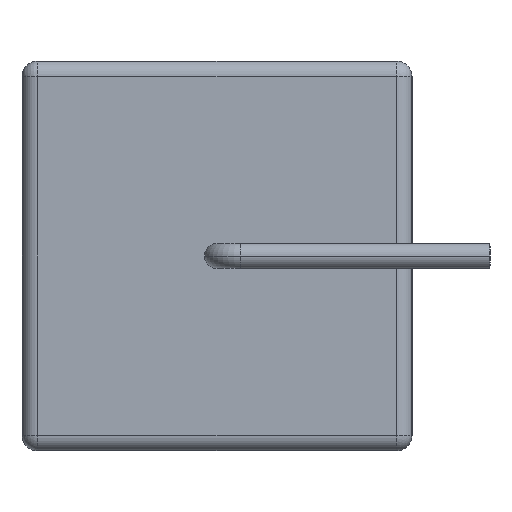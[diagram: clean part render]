
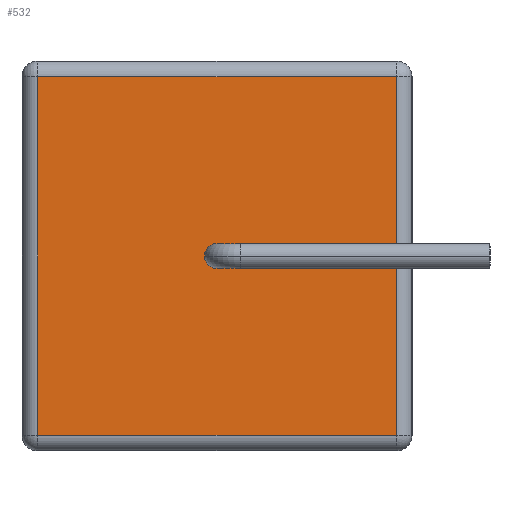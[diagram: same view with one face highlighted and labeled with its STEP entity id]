
A CAD part, left-side view. The second image highlights one B-rep face of the part: STEP entity #532.
In plain terms, the highlighted planar face has unit normal (-1, 0, 0).
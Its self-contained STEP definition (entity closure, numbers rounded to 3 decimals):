
#4 = VERTEX_POINT ( 'NONE', #1087 ) ;
#10 = ORIENTED_EDGE ( 'NONE', *, *, #500, .T. ) ;
#42 = AXIS2_PLACEMENT_3D ( 'NONE', #565, #392, #729 ) ;
#44 = ORIENTED_EDGE ( 'NONE', *, *, #637, .T. ) ;
#55 = DIRECTION ( 'NONE',  ( 1., 0., 0. ) ) ;
#64 = EDGE_CURVE ( 'NONE', #84, #135, #487, .T. ) ;
#77 = ORIENTED_EDGE ( 'NONE', *, *, #846, .T. ) ;
#84 = VERTEX_POINT ( 'NONE', #498 ) ;
#120 = FACE_BOUND ( 'NONE', #737, .T. ) ;
#135 = VERTEX_POINT ( 'NONE', #609 ) ;
#141 = DIRECTION ( 'NONE',  ( 0., 1., 0. ) ) ;
#144 = CARTESIAN_POINT ( 'NONE',  ( -24., 6.75, 0. ) ) ;
#220 = VECTOR ( 'NONE', #563, 1000. ) ;
#262 = VECTOR ( 'NONE', #141, 1000. ) ;
#285 = AXIS2_PLACEMENT_3D ( 'NONE', #1074, #574, #415 ) ;
#300 = LINE ( 'NONE', #1062, #220 ) ;
#355 = AXIS2_PLACEMENT_3D ( 'NONE', #144, #55, #748 ) ;
#376 = LINE ( 'NONE', #751, #262 ) ;
#392 = DIRECTION ( 'NONE',  ( 1., 0., 0. ) ) ;
#394 = CARTESIAN_POINT ( 'NONE',  ( -24., 1., -5.75 ) ) ;
#415 = DIRECTION ( 'NONE',  ( 0., 0., -1. ) ) ;
#427 = LINE ( 'NONE', #744, #573 ) ;
#437 = DIRECTION ( 'NONE',  ( 0., 0., 1. ) ) ;
#487 = CIRCLE ( 'NONE', #355, 0.4 ) ;
#498 = CARTESIAN_POINT ( 'NONE',  ( -24., 6.75, 0.4 ) ) ;
#500 = EDGE_CURVE ( 'NONE', #647, #4, #300, .T. ) ;
#502 = CARTESIAN_POINT ( 'NONE',  ( -24., 12.5, 5.75 ) ) ;
#532 = ADVANCED_FACE ( 'NONE', ( #120, #1003 ), #898, .F. ) ;
#561 = VECTOR ( 'NONE', #656, 1000. ) ;
#563 = DIRECTION ( 'NONE',  ( 0., 0., -1. ) ) ;
#565 = CARTESIAN_POINT ( 'NONE',  ( -24., 13., 6.25 ) ) ;
#568 = VERTEX_POINT ( 'NONE', #394 ) ;
#572 = EDGE_CURVE ( 'NONE', #4, #568, #787, .T. ) ;
#573 = VECTOR ( 'NONE', #437, 1000. ) ;
#574 = DIRECTION ( 'NONE',  ( 1., 0., 0. ) ) ;
#609 = CARTESIAN_POINT ( 'NONE',  ( -24., 6.75, -0.4 ) ) ;
#637 = EDGE_CURVE ( 'NONE', #135, #84, #655, .T. ) ;
#647 = VERTEX_POINT ( 'NONE', #502 ) ;
#655 = CIRCLE ( 'NONE', #285, 0.4 ) ;
#656 = DIRECTION ( 'NONE',  ( 0., -1., 0. ) ) ;
#671 = ORIENTED_EDGE ( 'NONE', *, *, #700, .T. ) ;
#700 = EDGE_CURVE ( 'NONE', #568, #887, #427, .T. ) ;
#703 = ORIENTED_EDGE ( 'NONE', *, *, #64, .T. ) ;
#729 = DIRECTION ( 'NONE',  ( 0., 0., -1. ) ) ;
#737 = EDGE_LOOP ( 'NONE', ( #44, #703 ) ) ;
#744 = CARTESIAN_POINT ( 'NONE',  ( -24., 1., 6.25 ) ) ;
#748 = DIRECTION ( 'NONE',  ( 0., 0., -1. ) ) ;
#751 = CARTESIAN_POINT ( 'NONE',  ( -24., 13., 5.75 ) ) ;
#787 = LINE ( 'NONE', #985, #561 ) ;
#846 = EDGE_CURVE ( 'NONE', #887, #647, #376, .T. ) ;
#887 = VERTEX_POINT ( 'NONE', #1050 ) ;
#898 = PLANE ( 'NONE',  #42 ) ;
#978 = ORIENTED_EDGE ( 'NONE', *, *, #572, .T. ) ;
#985 = CARTESIAN_POINT ( 'NONE',  ( -24., 13., -5.75 ) ) ;
#1003 = FACE_OUTER_BOUND ( 'NONE', #1095, .T. ) ;
#1050 = CARTESIAN_POINT ( 'NONE',  ( -24., 1., 5.75 ) ) ;
#1062 = CARTESIAN_POINT ( 'NONE',  ( -24., 12.5, 6.25 ) ) ;
#1074 = CARTESIAN_POINT ( 'NONE',  ( -24., 6.75, 0. ) ) ;
#1087 = CARTESIAN_POINT ( 'NONE',  ( -24., 12.5, -5.75 ) ) ;
#1095 = EDGE_LOOP ( 'NONE', ( #978, #671, #77, #10 ) ) ;
